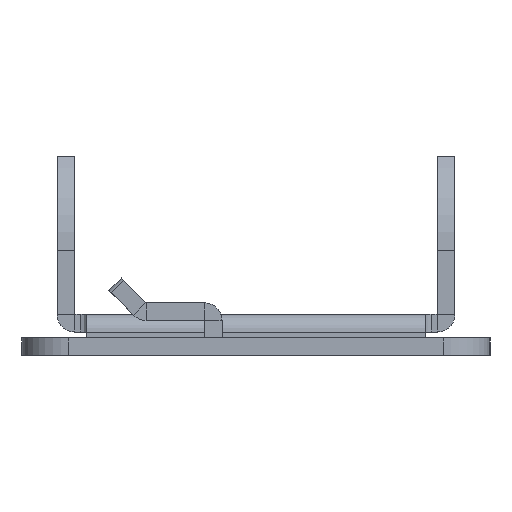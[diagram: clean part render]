
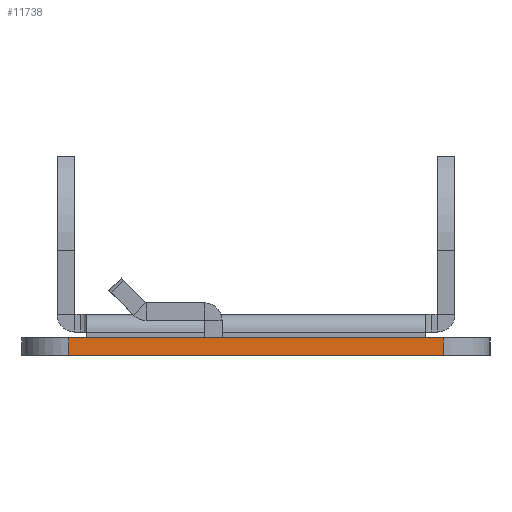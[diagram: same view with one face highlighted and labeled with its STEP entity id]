
A CAD part, left-side view. The second image highlights one B-rep face of the part: STEP entity #11738.
In plain terms, the highlighted planar face has unit normal (-1, 0, 0).
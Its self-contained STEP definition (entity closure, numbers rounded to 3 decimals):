
#158 = EDGE_LOOP ( 'NONE', ( #6052, #6053, #6054, #6055 ) ) ;
#407 = DIRECTION ( 'NONE',  ( 0., 1., 0. ) ) ;
#408 = CARTESIAN_POINT ( 'NONE',  ( -475.01, -14.49, -0.5 ) ) ;
#420 = LINE ( 'NONE', #408, #3616 ) ;
#732 = VERTEX_POINT ( 'NONE', #6864 ) ;
#813 = VERTEX_POINT ( 'NONE', #6852 ) ;
#890 = VERTEX_POINT ( 'NONE', #6845 ) ;
#1184 = VERTEX_POINT ( 'NONE', #6550 ) ;
#1402 = EDGE_CURVE ( 'NONE', #1184, #732, #6506, .T. ) ;
#1588 = EDGE_CURVE ( 'NONE', #890, #813, #420, .T. ) ;
#2977 = AXIS2_PLACEMENT_3D ( 'NONE', #7813, #7824, #7825 ) ;
#3616 = VECTOR ( 'NONE', #407, 1000. ) ;
#4492 = EDGE_CURVE ( 'NONE', #732, #890, #9912, .T. ) ;
#4508 = EDGE_CURVE ( 'NONE', #813, #1184, #9974, .T. ) ;
#6052 = ORIENTED_EDGE ( 'NONE', *, *, #1588, .T. ) ;
#6053 = ORIENTED_EDGE ( 'NONE', *, *, #4508, .T. ) ;
#6054 = ORIENTED_EDGE ( 'NONE', *, *, #1402, .T. ) ;
#6055 = ORIENTED_EDGE ( 'NONE', *, *, #4492, .T. ) ;
#6503 = DIRECTION ( 'NONE',  ( 0., -1., 0. ) ) ;
#6504 = CARTESIAN_POINT ( 'NONE',  ( -475.01, 20., -2. ) ) ;
#6506 = LINE ( 'NONE', #6504, #11133 ) ;
#6550 = CARTESIAN_POINT ( 'NONE',  ( -475.01, 16., -2. ) ) ;
#6845 = CARTESIAN_POINT ( 'NONE',  ( -475.01, -16., -0.5 ) ) ;
#6852 = CARTESIAN_POINT ( 'NONE',  ( -475.01, 16., -0.5 ) ) ;
#6864 = CARTESIAN_POINT ( 'NONE',  ( -475.01, -16., -2. ) ) ;
#7813 = CARTESIAN_POINT ( 'NONE',  ( -475.01, -20., -2. ) ) ;
#7821 = FACE_OUTER_BOUND ( 'NONE', #158, .T. ) ;
#7822 = PLANE ( 'NONE',  #2977 ) ;
#7824 = DIRECTION ( 'NONE',  ( -1., 0., 0. ) ) ;
#7825 = DIRECTION ( 'NONE',  ( 0., 0., 1. ) ) ;
#9912 = LINE ( 'NONE', #9931, #12145 ) ;
#9931 = CARTESIAN_POINT ( 'NONE',  ( -475.01, -16., -0.5 ) ) ;
#9932 = DIRECTION ( 'NONE',  ( 0., 0., 1. ) ) ;
#9974 = LINE ( 'NONE', #9975, #12180 ) ;
#9975 = CARTESIAN_POINT ( 'NONE',  ( -475.01, 16., -2. ) ) ;
#9976 = DIRECTION ( 'NONE',  ( 0., 0., -1. ) ) ;
#11133 = VECTOR ( 'NONE', #6503, 1000. ) ;
#11738 = ADVANCED_FACE ( 'NONE', ( #7821 ), #7822, .T. ) ;
#12145 = VECTOR ( 'NONE', #9932, 1000. ) ;
#12180 = VECTOR ( 'NONE', #9976, 1000. ) ;
